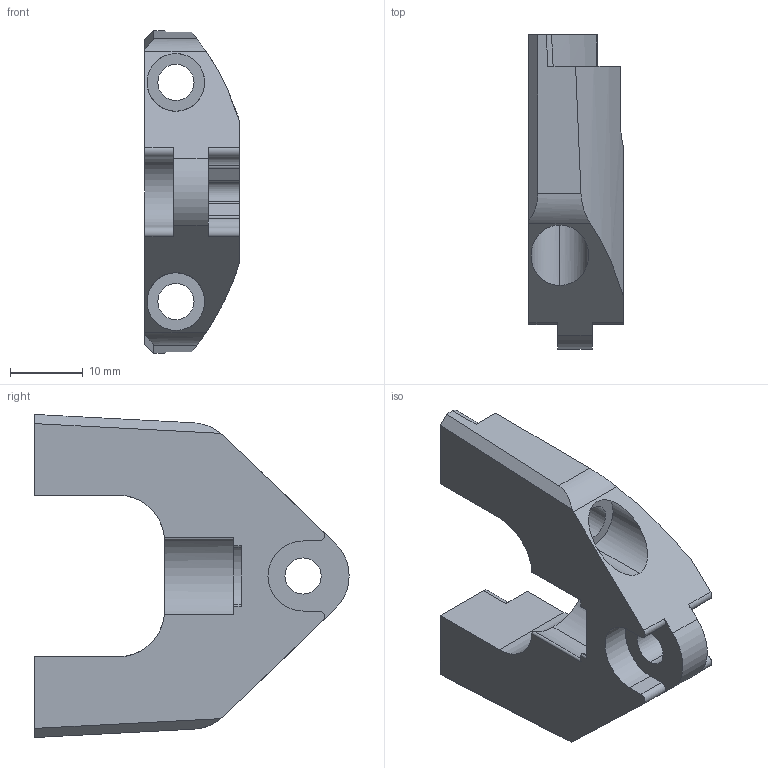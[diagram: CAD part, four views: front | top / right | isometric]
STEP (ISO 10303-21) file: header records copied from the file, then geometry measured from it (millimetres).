
FILE_DESCRIPTION (( 'STEP AP214' ), '1' );
FILE_NAME ('WCP-1113 Rev1.step', '2023-12-19T22:36:13', ( '' ), ( '' ), 'SwSTEP 2.0', 'SolidWorks 2022', '' );
FILE_SCHEMA (( 'AUTOMOTIVE_DESIGN' ));
Length unit declared in the file: inch
Products named in the file (1): WCP-1113 Rev1
Bounding box: 13 x 43.26 x 44.45 mm (x, y, z)
Volume: 8944.3 mm3; surface area: 5337.7 mm2
Topology: 1 solids, 1 shells, 77 faces, 219 edges, 146 vertices
Faces by surface type: cylinder 48, plane 27, bspline 2
Entity records: 2677 total; most frequent: CARTESIAN_POINT 612, ORIENTED_EDGE 438, DIRECTION 425, EDGE_CURVE 219, AXIS2_PLACEMENT_3D 159, VERTEX_POINT 146, VECTOR 107, LINE 107
